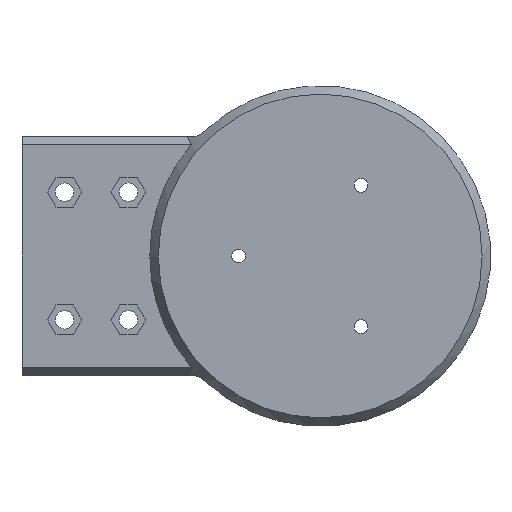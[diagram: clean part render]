
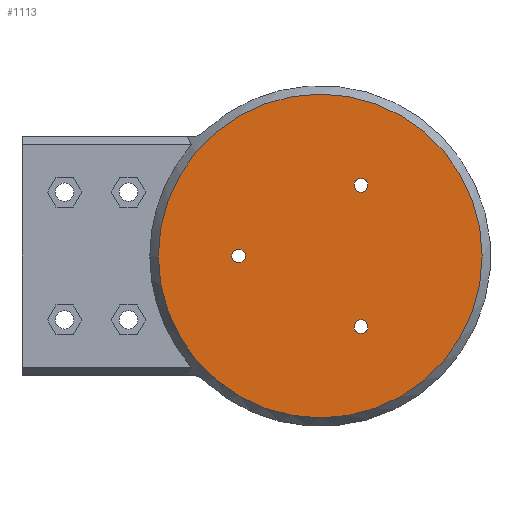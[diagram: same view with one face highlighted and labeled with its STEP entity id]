
A CAD part, front view. The second image highlights one B-rep face of the part: STEP entity #1113.
In plain terms, the highlighted planar face has unit normal (0, -1, 0).
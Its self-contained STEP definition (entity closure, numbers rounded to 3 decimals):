
#28=FACE_BOUND('',#210,.T.);
#29=FACE_BOUND('',#211,.T.);
#30=FACE_BOUND('',#212,.T.);
#56=CIRCLE('',#1207,1.6);
#57=CIRCLE('',#1208,1.6);
#59=CIRCLE('',#1211,1.6);
#60=CIRCLE('',#1212,1.6);
#62=CIRCLE('',#1215,1.6);
#63=CIRCLE('',#1216,1.6);
#65=CIRCLE('',#1219,38.);
#140=FACE_OUTER_BOUND('',#209,.T.);
#209=EDGE_LOOP('',(#989));
#210=EDGE_LOOP('',(#990,#991));
#211=EDGE_LOOP('',(#992,#993));
#212=EDGE_LOOP('',(#994,#995));
#543=VERTEX_POINT('',#1832);
#544=VERTEX_POINT('',#1833);
#546=VERTEX_POINT('',#1840);
#547=VERTEX_POINT('',#1841);
#549=VERTEX_POINT('',#1848);
#550=VERTEX_POINT('',#1849);
#552=VERTEX_POINT('',#1856);
#691=EDGE_CURVE('',#543,#544,#56,.T.);
#692=EDGE_CURVE('',#544,#543,#57,.T.);
#695=EDGE_CURVE('',#546,#547,#59,.T.);
#696=EDGE_CURVE('',#547,#546,#60,.T.);
#699=EDGE_CURVE('',#549,#550,#62,.T.);
#700=EDGE_CURVE('',#550,#549,#63,.T.);
#704=EDGE_CURVE('',#552,#552,#65,.T.);
#989=ORIENTED_EDGE('',*,*,#704,.F.);
#990=ORIENTED_EDGE('',*,*,#691,.T.);
#991=ORIENTED_EDGE('',*,*,#692,.T.);
#992=ORIENTED_EDGE('',*,*,#695,.T.);
#993=ORIENTED_EDGE('',*,*,#696,.T.);
#994=ORIENTED_EDGE('',*,*,#699,.T.);
#995=ORIENTED_EDGE('',*,*,#700,.T.);
#1056=PLANE('',#1223);
#1113=ADVANCED_FACE('',(#140,#28,#29,#30),#1056,.F.);
#1207=AXIS2_PLACEMENT_3D('',#1834,#1481,#1482);
#1208=AXIS2_PLACEMENT_3D('',#1835,#1483,#1484);
#1211=AXIS2_PLACEMENT_3D('',#1842,#1490,#1491);
#1212=AXIS2_PLACEMENT_3D('',#1843,#1492,#1493);
#1215=AXIS2_PLACEMENT_3D('',#1850,#1499,#1500);
#1216=AXIS2_PLACEMENT_3D('',#1851,#1501,#1502);
#1219=AXIS2_PLACEMENT_3D('',#1858,#1509,#1510);
#1223=AXIS2_PLACEMENT_3D('',#1862,#1517,#1518);
#1481=DIRECTION('center_axis',(0.,1.,0.));
#1482=DIRECTION('ref_axis',(1.,0.,0.));
#1483=DIRECTION('center_axis',(0.,1.,0.));
#1484=DIRECTION('ref_axis',(1.,0.,0.));
#1490=DIRECTION('center_axis',(0.,1.,0.));
#1491=DIRECTION('ref_axis',(1.,0.,0.));
#1492=DIRECTION('center_axis',(0.,1.,0.));
#1493=DIRECTION('ref_axis',(1.,0.,0.));
#1499=DIRECTION('center_axis',(0.,1.,0.));
#1500=DIRECTION('ref_axis',(1.,0.,0.));
#1501=DIRECTION('center_axis',(0.,1.,0.));
#1502=DIRECTION('ref_axis',(1.,0.,0.));
#1509=DIRECTION('center_axis',(0.,1.,0.));
#1510=DIRECTION('ref_axis',(1.,0.,0.));
#1517=DIRECTION('center_axis',(0.,1.,0.));
#1518=DIRECTION('ref_axis',(0.,0.,1.));
#1832=CARTESIAN_POINT('',(11.178,0.,-16.589));
#1833=CARTESIAN_POINT('',(7.978,0.,-16.589));
#1834=CARTESIAN_POINT('Origin',(9.578,0.,-16.589));
#1835=CARTESIAN_POINT('Origin',(9.578,0.,-16.589));
#1840=CARTESIAN_POINT('',(-17.555,0.,0.));
#1841=CARTESIAN_POINT('',(-20.755,0.,0.));
#1842=CARTESIAN_POINT('Origin',(-19.155,0.,0.));
#1843=CARTESIAN_POINT('Origin',(-19.155,0.,0.));
#1848=CARTESIAN_POINT('',(11.178,0.,16.589));
#1849=CARTESIAN_POINT('',(7.978,0.,16.589));
#1850=CARTESIAN_POINT('Origin',(9.578,0.,16.589));
#1851=CARTESIAN_POINT('Origin',(9.578,0.,16.589));
#1856=CARTESIAN_POINT('',(-38.,0.,0.));
#1858=CARTESIAN_POINT('Origin',(0.,0.,0.));
#1862=CARTESIAN_POINT('Origin',(0.,0.,0.));
